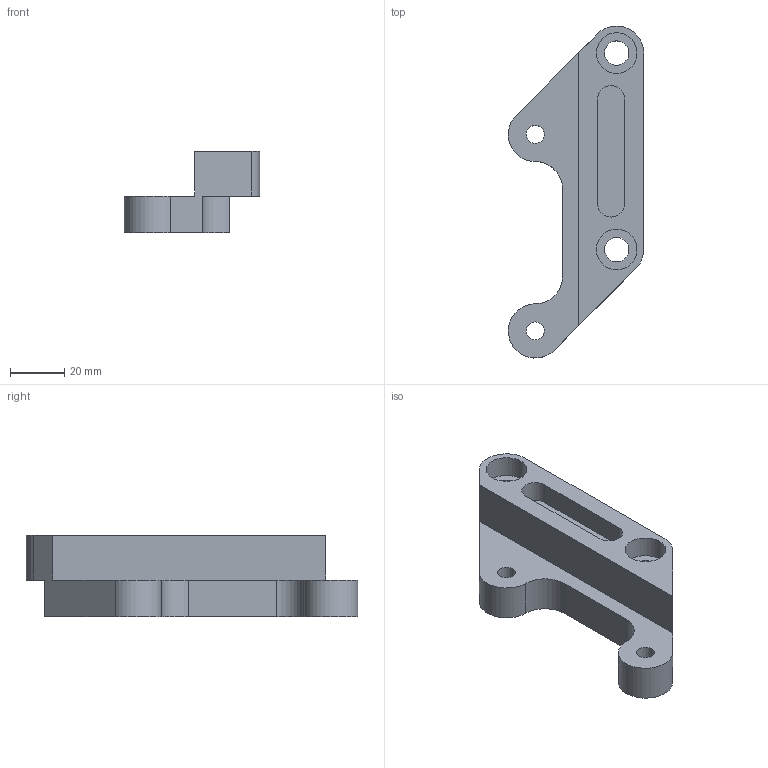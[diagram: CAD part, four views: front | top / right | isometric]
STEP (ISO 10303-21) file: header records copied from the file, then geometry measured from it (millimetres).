
FILE_DESCRIPTION((''),'2;1');
FILE_NAME('raste links.stp','2008-03-25T18:41:05',('S.Rttger'),(''),'Autodesk Inventor 2008','Autodesk Inventor 2008','');
FILE_SCHEMA(('AUTOMOTIVE_DESIGN { 1 0 10303 214 1 1 1 1 }'));
Length unit declared in the file: millimetre
Products named in the file (1): raste links
Bounding box: 49.99 x 122.46 x 30 mm (x, y, z)
Volume: 59085.2 mm3; surface area: 17729.7 mm2
Topology: 1 solids, 1 shells, 33 faces, 86 edges, 58 vertices
Faces by surface type: plane 15, cylinder 10, bspline 8
Entity records: 1100 total; most frequent: CARTESIAN_POINT 276, DIRECTION 162, ORIENTED_EDGE 156, EDGE_CURVE 78, AXIS2_PLACEMENT_3D 58, VERTEX_POINT 56, EDGE_LOOP 50, VECTOR 46
